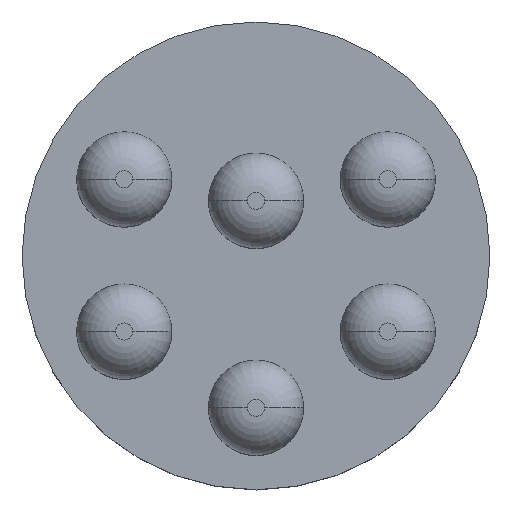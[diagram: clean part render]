
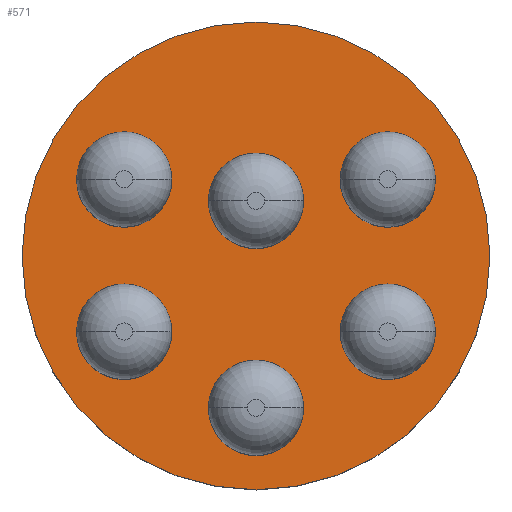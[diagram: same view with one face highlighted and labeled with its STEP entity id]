
A CAD part, top view. The second image highlights one B-rep face of the part: STEP entity #571.
In plain terms, the highlighted planar face has unit normal (0, 0, 1).
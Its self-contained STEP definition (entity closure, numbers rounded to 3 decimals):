
#2 = CARTESIAN_POINT ( 'NONE',  ( 5.844, -2.48, 0. ) ) ;
#5 = VERTEX_POINT ( 'NONE', #37 ) ;
#9 = EDGE_CURVE ( 'NONE', #200, #550, #900, .T. ) ;
#17 = ORIENTED_EDGE ( 'NONE', *, *, #253, .F. ) ;
#20 = DIRECTION ( 'NONE',  ( 0., 0., 1. ) ) ;
#30 = AXIS2_PLACEMENT_3D ( 'NONE', #408, #33, #861 ) ;
#33 = DIRECTION ( 'NONE',  ( 0., 0., 1. ) ) ;
#34 = DIRECTION ( 'NONE',  ( 0., 0., 1. ) ) ;
#37 = CARTESIAN_POINT ( 'NONE',  ( -1.549, 1.784, 0. ) ) ;
#38 = ORIENTED_EDGE ( 'NONE', *, *, #811, .T. ) ;
#43 = DIRECTION ( 'NONE',  ( 1., 0., 0. ) ) ;
#49 = CIRCLE ( 'NONE', #380, 1.549 ) ;
#53 = CIRCLE ( 'NONE', #613, 1.549 ) ;
#61 = EDGE_CURVE ( 'NONE', #607, #940, #326, .T. ) ;
#69 = FACE_BOUND ( 'NONE', #387, .T. ) ;
#75 = AXIS2_PLACEMENT_3D ( 'NONE', #866, #176, #419 ) ;
#76 = EDGE_CURVE ( 'NONE', #550, #200, #601, .T. ) ;
#78 = EDGE_LOOP ( 'NONE', ( #752, #17 ) ) ;
#85 = DIRECTION ( 'NONE',  ( 1., 0., 0. ) ) ;
#93 = EDGE_CURVE ( 'NONE', #940, #607, #459, .T. ) ;
#98 = ORIENTED_EDGE ( 'NONE', *, *, #9, .F. ) ;
#106 = EDGE_CURVE ( 'NONE', #524, #5, #159, .T. ) ;
#109 = ORIENTED_EDGE ( 'NONE', *, *, #61, .F. ) ;
#111 = CARTESIAN_POINT ( 'NONE',  ( 2.746, -2.48, 0. ) ) ;
#118 = PLANE ( 'NONE',  #924 ) ;
#143 = CARTESIAN_POINT ( 'NONE',  ( 7.62, 0., 0. ) ) ;
#144 = VERTEX_POINT ( 'NONE', #802 ) ;
#149 = CARTESIAN_POINT ( 'NONE',  ( 4.295, 2.48, 0. ) ) ;
#150 = AXIS2_PLACEMENT_3D ( 'NONE', #843, #301, #220 ) ;
#155 = ORIENTED_EDGE ( 'NONE', *, *, #93, .F. ) ;
#159 = CIRCLE ( 'NONE', #192, 1.549 ) ;
#163 = DIRECTION ( 'NONE',  ( 0., 0., 1. ) ) ;
#170 = ORIENTED_EDGE ( 'NONE', *, *, #76, .F. ) ;
#173 = AXIS2_PLACEMENT_3D ( 'NONE', #755, #516, #43 ) ;
#176 = DIRECTION ( 'NONE',  ( 0., 0., 1. ) ) ;
#192 = AXIS2_PLACEMENT_3D ( 'NONE', #665, #820, #891 ) ;
#193 = EDGE_CURVE ( 'NONE', #311, #576, #270, .T. ) ;
#199 = VERTEX_POINT ( 'NONE', #143 ) ;
#200 = VERTEX_POINT ( 'NONE', #2 ) ;
#201 = CARTESIAN_POINT ( 'NONE',  ( 2.746, 2.48, 0. ) ) ;
#220 = DIRECTION ( 'NONE',  ( 1., 0., 0. ) ) ;
#233 = AXIS2_PLACEMENT_3D ( 'NONE', #618, #163, #324 ) ;
#236 = FACE_BOUND ( 'NONE', #462, .T. ) ;
#252 = DIRECTION ( 'NONE',  ( 0., 0., 1. ) ) ;
#253 = EDGE_CURVE ( 'NONE', #291, #470, #842, .T. ) ;
#257 = CARTESIAN_POINT ( 'NONE',  ( 4.295, -2.48, 0. ) ) ;
#265 = FACE_BOUND ( 'NONE', #600, .T. ) ;
#268 = CARTESIAN_POINT ( 'NONE',  ( 7.711, -7.711, 0. ) ) ;
#270 = CIRCLE ( 'NONE', #505, 1.549 ) ;
#291 = VERTEX_POINT ( 'NONE', #523 ) ;
#301 = DIRECTION ( 'NONE',  ( 0., 0., 1. ) ) ;
#306 = EDGE_LOOP ( 'NONE', ( #98, #170 ) ) ;
#311 = VERTEX_POINT ( 'NONE', #457 ) ;
#323 = DIRECTION ( 'NONE',  ( 1., 0., 0. ) ) ;
#324 = DIRECTION ( 'NONE',  ( -1., 0., 0. ) ) ;
#326 = CIRCLE ( 'NONE', #30, 1.549 ) ;
#329 = VERTEX_POINT ( 'NONE', #766 ) ;
#357 = AXIS2_PLACEMENT_3D ( 'NONE', #257, #925, #323 ) ;
#370 = CIRCLE ( 'NONE', #948, 1.549 ) ;
#375 = EDGE_CURVE ( 'NONE', #602, #329, #547, .T. ) ;
#380 = AXIS2_PLACEMENT_3D ( 'NONE', #636, #252, #416 ) ;
#382 = FACE_OUTER_BOUND ( 'NONE', #739, .T. ) ;
#387 = EDGE_LOOP ( 'NONE', ( #807, #743 ) ) ;
#394 = AXIS2_PLACEMENT_3D ( 'NONE', #531, #616, #685 ) ;
#408 = CARTESIAN_POINT ( 'NONE',  ( -4.295, 2.48, 0. ) ) ;
#409 = CARTESIAN_POINT ( 'NONE',  ( -2.746, 2.48, 0. ) ) ;
#410 = DIRECTION ( 'NONE',  ( 1., 0., 0. ) ) ;
#413 = CARTESIAN_POINT ( 'NONE',  ( 0., -4.959, 0. ) ) ;
#416 = DIRECTION ( 'NONE',  ( 1., 0., 0. ) ) ;
#419 = DIRECTION ( 'NONE',  ( 1., 0., 0. ) ) ;
#447 = FACE_BOUND ( 'NONE', #624, .T. ) ;
#457 = CARTESIAN_POINT ( 'NONE',  ( 5.844, 2.48, 0. ) ) ;
#459 = CIRCLE ( 'NONE', #173, 1.549 ) ;
#462 = EDGE_LOOP ( 'NONE', ( #587, #480 ) ) ;
#464 = EDGE_CURVE ( 'NONE', #5, #524, #370, .T. ) ;
#469 = CIRCLE ( 'NONE', #538, 7.62 ) ;
#470 = VERTEX_POINT ( 'NONE', #716 ) ;
#475 = DIRECTION ( 'NONE',  ( 1., 0., 0. ) ) ;
#476 = EDGE_CURVE ( 'NONE', #199, #144, #469, .T. ) ;
#480 = ORIENTED_EDGE ( 'NONE', *, *, #464, .F. ) ;
#498 = EDGE_CURVE ( 'NONE', #470, #291, #49, .T. ) ;
#501 = CARTESIAN_POINT ( 'NONE',  ( -5.844, 2.48, 0. ) ) ;
#505 = AXIS2_PLACEMENT_3D ( 'NONE', #149, #767, #836 ) ;
#516 = DIRECTION ( 'NONE',  ( 0., 0., 1. ) ) ;
#523 = CARTESIAN_POINT ( 'NONE',  ( -5.844, -2.48, 0. ) ) ;
#524 = VERTEX_POINT ( 'NONE', #556 ) ;
#531 = CARTESIAN_POINT ( 'NONE',  ( 0., -4.959, 0. ) ) ;
#532 = ORIENTED_EDGE ( 'NONE', *, *, #773, .F. ) ;
#538 = AXIS2_PLACEMENT_3D ( 'NONE', #553, #787, #930 ) ;
#547 = CIRCLE ( 'NONE', #394, 1.549 ) ;
#550 = VERTEX_POINT ( 'NONE', #111 ) ;
#553 = CARTESIAN_POINT ( 'NONE',  ( 0., 0., 0. ) ) ;
#556 = CARTESIAN_POINT ( 'NONE',  ( 1.549, 1.784, 0. ) ) ;
#571 = ADVANCED_FACE ( 'NONE', ( #265, #447, #69, #667, #236, #829, #382 ), #118, .F. ) ;
#576 = VERTEX_POINT ( 'NONE', #201 ) ;
#579 = CARTESIAN_POINT ( 'NONE',  ( 1.549, -4.959, 0. ) ) ;
#587 = ORIENTED_EDGE ( 'NONE', *, *, #106, .F. ) ;
#600 = EDGE_LOOP ( 'NONE', ( #155, #109 ) ) ;
#601 = CIRCLE ( 'NONE', #75, 1.549 ) ;
#602 = VERTEX_POINT ( 'NONE', #579 ) ;
#607 = VERTEX_POINT ( 'NONE', #501 ) ;
#613 = AXIS2_PLACEMENT_3D ( 'NONE', #778, #20, #85 ) ;
#616 = DIRECTION ( 'NONE',  ( 0., 0., 1. ) ) ;
#618 = CARTESIAN_POINT ( 'NONE',  ( 0., 0., 0. ) ) ;
#621 = ORIENTED_EDGE ( 'NONE', *, *, #193, .F. ) ;
#624 = EDGE_LOOP ( 'NONE', ( #621, #532 ) ) ;
#634 = ORIENTED_EDGE ( 'NONE', *, *, #476, .T. ) ;
#636 = CARTESIAN_POINT ( 'NONE',  ( -4.295, -2.48, 0. ) ) ;
#665 = CARTESIAN_POINT ( 'NONE',  ( 0., 1.784, 0. ) ) ;
#667 = FACE_BOUND ( 'NONE', #306, .T. ) ;
#685 = DIRECTION ( 'NONE',  ( 1., 0., 0. ) ) ;
#716 = CARTESIAN_POINT ( 'NONE',  ( -2.746, -2.48, 0. ) ) ;
#723 = AXIS2_PLACEMENT_3D ( 'NONE', #413, #34, #475 ) ;
#728 = CARTESIAN_POINT ( 'NONE',  ( 0., 1.784, 0. ) ) ;
#739 = EDGE_LOOP ( 'NONE', ( #38, #634 ) ) ;
#743 = ORIENTED_EDGE ( 'NONE', *, *, #853, .F. ) ;
#746 = CIRCLE ( 'NONE', #723, 1.549 ) ;
#752 = ORIENTED_EDGE ( 'NONE', *, *, #498, .F. ) ;
#755 = CARTESIAN_POINT ( 'NONE',  ( -4.295, 2.48, 0. ) ) ;
#766 = CARTESIAN_POINT ( 'NONE',  ( -1.549, -4.959, 0. ) ) ;
#767 = DIRECTION ( 'NONE',  ( 0., 0., 1. ) ) ;
#773 = EDGE_CURVE ( 'NONE', #576, #311, #53, .T. ) ;
#778 = CARTESIAN_POINT ( 'NONE',  ( 4.295, 2.48, 0. ) ) ;
#787 = DIRECTION ( 'NONE',  ( 0., 0., 1. ) ) ;
#802 = CARTESIAN_POINT ( 'NONE',  ( -7.62, 0., 0. ) ) ;
#807 = ORIENTED_EDGE ( 'NONE', *, *, #375, .F. ) ;
#811 = EDGE_CURVE ( 'NONE', #144, #199, #901, .T. ) ;
#812 = DIRECTION ( 'NONE',  ( -1., 0., 0. ) ) ;
#820 = DIRECTION ( 'NONE',  ( 0., 0., 1. ) ) ;
#829 = FACE_BOUND ( 'NONE', #78, .T. ) ;
#836 = DIRECTION ( 'NONE',  ( 1., 0., 0. ) ) ;
#842 = CIRCLE ( 'NONE', #150, 1.549 ) ;
#843 = CARTESIAN_POINT ( 'NONE',  ( -4.295, -2.48, 0. ) ) ;
#853 = EDGE_CURVE ( 'NONE', #329, #602, #746, .T. ) ;
#860 = DIRECTION ( 'NONE',  ( 0., 0., 1. ) ) ;
#861 = DIRECTION ( 'NONE',  ( 1., 0., 0. ) ) ;
#866 = CARTESIAN_POINT ( 'NONE',  ( 4.295, -2.48, 0. ) ) ;
#891 = DIRECTION ( 'NONE',  ( 1., 0., 0. ) ) ;
#900 = CIRCLE ( 'NONE', #357, 1.549 ) ;
#901 = CIRCLE ( 'NONE', #233, 7.62 ) ;
#924 = AXIS2_PLACEMENT_3D ( 'NONE', #268, #959, #812 ) ;
#925 = DIRECTION ( 'NONE',  ( 0., 0., 1. ) ) ;
#930 = DIRECTION ( 'NONE',  ( -1., 0., 0. ) ) ;
#940 = VERTEX_POINT ( 'NONE', #409 ) ;
#948 = AXIS2_PLACEMENT_3D ( 'NONE', #728, #860, #410 ) ;
#959 = DIRECTION ( 'NONE',  ( 0., 0., -1. ) ) ;
